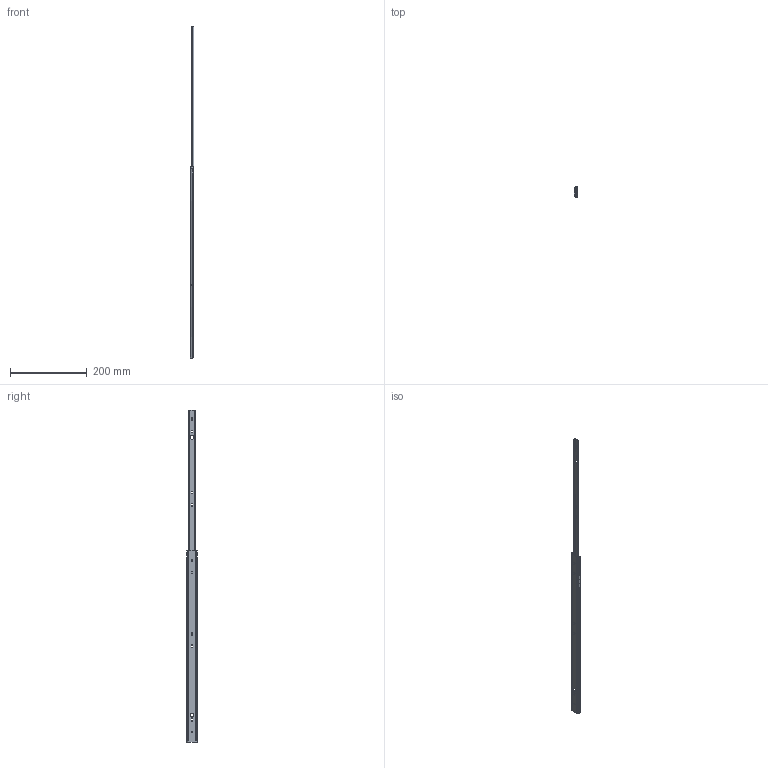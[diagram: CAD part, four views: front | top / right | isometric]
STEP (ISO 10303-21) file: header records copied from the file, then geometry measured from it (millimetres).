
FILE_DESCRIPTION(/* description */ ('Montage'),/* implementation_level */ '2;1');
FILE_NAME(/* name */ 'DZ2720-7050_3D-1.stp',/* time_stamp */ '2022-02-07T15:20:30+01:00',/* author */ ('twoell'),/* organization */ ('ACCURIDE International GmbH'),/* preprocessor_version */ 'ST-DEVELOPER v17',/* originating_system */ 'Autodesk Inventor 2018',/* authorisation */ '');
FILE_SCHEMA (('AUTOMOTIVE_DESIGN { 1 0 10303 214 3 1 1 }'));
Length unit declared in the file: millimetre
Products named in the file (5): DZ2720-7050_3D; 012720-7050_3D; 032720-7050_3D; 15000190-3D; 022720-7050_3D
Assembly tree (23 placements, depth 2):
  DZ2720-7050_3D
    012720-7050_3D
    032720-7050_3D
    15000190-3D  x20
    022720-7050_3D
Bounding box: 9.5 x 27.09 x 866.5 mm (x, y, z)
Volume: 46824.8 mm3; surface area: 74307.7 mm2
Topology: 23 solids, 23 shells, 437 faces, 1363 edges, 892 vertices
Faces by surface type: plane 208, cylinder 187, bspline 22, sphere 20
Full cylindrical faces by diameter (mm): 4 x9, 4.3 x2, 10 x2
Entity records: 16083 total; most frequent: CARTESIAN_POINT 3838, ORIENTED_EDGE 2608, DIRECTION 2484, EDGE_CURVE 1304, VERTEX_POINT 854, LINE 850, VECTOR 850, AXIS2_PLACEMENT_3D 817
